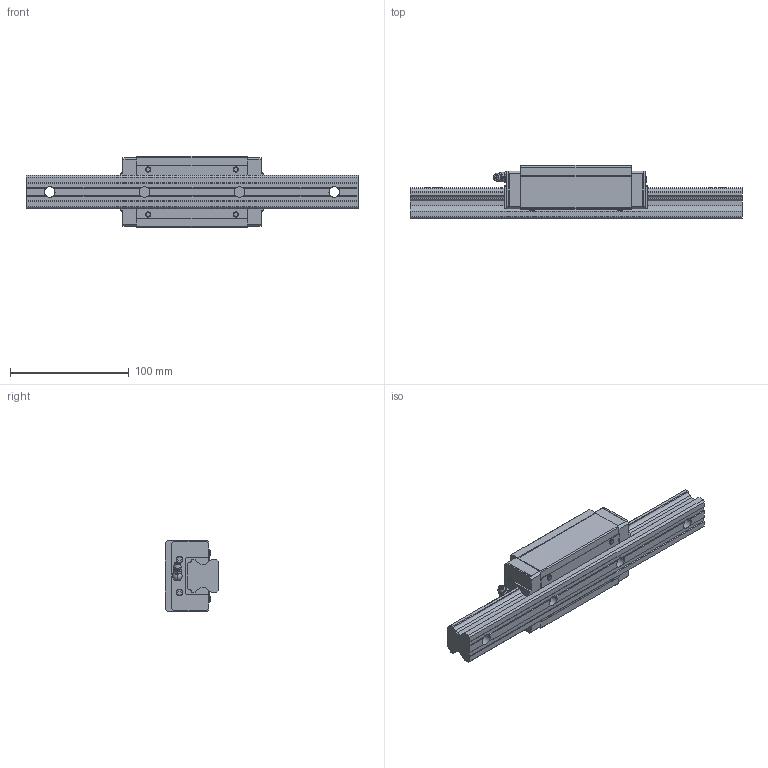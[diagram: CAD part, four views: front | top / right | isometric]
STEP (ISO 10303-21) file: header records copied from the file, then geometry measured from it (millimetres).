
FILE_DESCRIPTION( ( '' ), '1' );
FILE_NAME( 'HSR30 LR 1 SS +280L( 20B-M6F079.7000).stp', '2015-10-08T14:57:14', ( '' ), ( '' ), ' ', ' ', ' ' );
FILE_SCHEMA( ( 'automotive_design' ) );
Length unit declared in the file: millimetre
Products named in the file (3): 1; 2; 3
Bounding box: 280 x 45 x 60 mm (x, y, z)
Volume: 361609.3 mm3; surface area: 68545.4 mm2
Topology: 3 solids, 3 shells, 322 faces, 869 edges, 558 vertices
Faces by surface type: plane 200, cylinder 56, cone 38, torus 22, sphere 6
Entity records: 19747 total; most frequent: CARTESIAN_POINT 1854, DIRECTION 1740, STYLED_ITEM 1736, PRESENTATION_STYLE_ASSIGNMENT 1736, COLOUR_RGB 1736, ORIENTED_EDGE 1706, EDGE_CURVE 853, CURVE_STYLE 853
